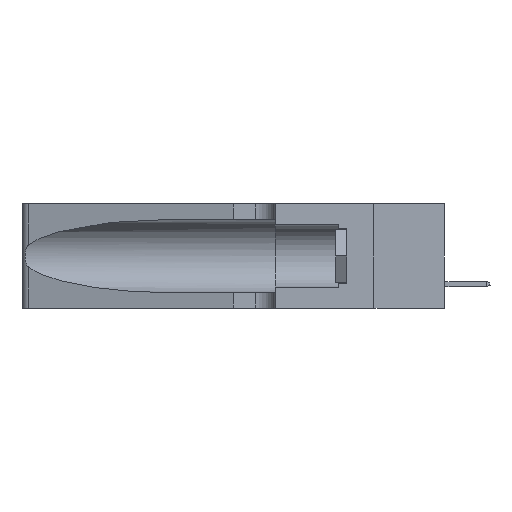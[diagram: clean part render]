
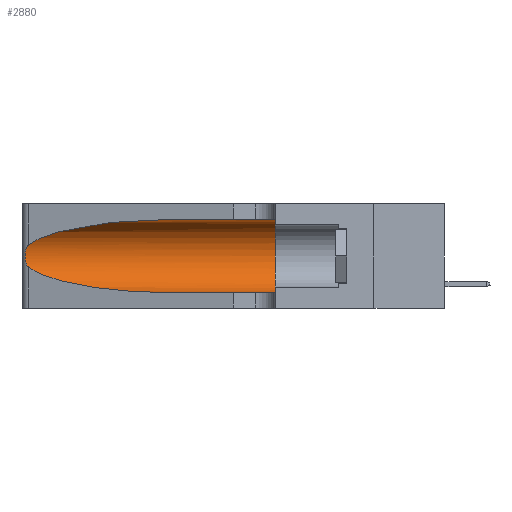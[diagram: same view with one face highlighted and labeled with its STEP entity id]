
A CAD part, left-side view. The second image highlights one B-rep face of the part: STEP entity #2880.
In plain terms, the highlighted cylindrical face has radius 3.308 mm (diameter 6.617 mm), a partial arc.
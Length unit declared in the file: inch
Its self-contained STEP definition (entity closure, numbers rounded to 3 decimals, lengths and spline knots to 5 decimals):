
#235 = VERTEX_POINT ( 'NONE', #2110 ) ;
#559 = AXIS2_PLACEMENT_3D ( 'NONE', #9183, #1266, #7398 ) ;
#758 = CYLINDRICAL_SURFACE ( 'NONE', #1508, 0.13025 ) ;
#857 = DIRECTION ( 'NONE',  ( 0., -1., 0. ) ) ;
#1266 = DIRECTION ( 'NONE',  ( 0., 1., 0. ) ) ;
#1335 = CARTESIAN_POINT ( 'NONE',  ( 0.25639, 1.23184, 0.21858 ) ) ;
#1478 = CARTESIAN_POINT ( 'NONE',  ( 0.25555, 1.22993, 0.14849 ) ) ;
#1508 = AXIS2_PLACEMENT_3D ( 'NONE', #3165, #857, #3499 ) ;
#1538 = CARTESIAN_POINT ( 'NONE',  ( 0.25789, 1.23486, 0.15765 ) ) ;
#2110 = CARTESIAN_POINT ( 'NONE',  ( 0.1305, 0.35, 0.31525 ) ) ;
#2185 = EDGE_CURVE ( 'NONE', #15186, #6779, #9332, .T. ) ;
#2348 = EDGE_CURVE ( 'NONE', #6779, #11691, #12921, .T. ) ;
#2880 = ADVANCED_FACE ( 'NONE', ( #10245 ), #758, .F. ) ;
#2991 = CARTESIAN_POINT ( 'NONE',  ( 0.18966, 0.96281, 0.05475 ) ) ;
#3050 = CARTESIAN_POINT ( 'NONE',  ( 0.26018, 1.23835, 0.19895 ) ) ;
#3165 = CARTESIAN_POINT ( 'NONE',  ( 0.1305, 1.61858, 0.185 ) ) ;
#3432 = CARTESIAN_POINT ( 'NONE',  ( 0.1305, 0.72297, 0.31525 ) ) ;
#3499 = DIRECTION ( 'NONE',  ( 0., 0., -1. ) ) ;
#3726 = DIRECTION ( 'NONE',  ( 0., -1., 0. ) ) ;
#3959 = VERTEX_POINT ( 'NONE', #10431 ) ;
#4378 = LINE ( 'NONE', #13970, #11991 ) ;
#4396 = CARTESIAN_POINT ( 'NONE',  ( 0.25487, 1.22718, 0.22369 ) ) ;
#4470 = CARTESIAN_POINT ( 'NONE',  ( 0.25787, 1.23484, 0.2124 ) ) ;
#4613 = CARTESIAN_POINT ( 'NONE',  ( 0.25555, 1.22994, 0.2215 ) ) ;
#5449 = EDGE_CURVE ( 'NONE', #3959, #15186, #15423, .T. ) ;
#5542 = VECTOR ( 'NONE', #3726, 39.37008 ) ;
#5647 = ORIENTED_EDGE ( 'NONE', *, *, #2348, .T. ) ;
#5651 = EDGE_CURVE ( 'NONE', #9881, #3959, #17953, .T. ) ;
#6020 = CARTESIAN_POINT ( 'NONE',  ( 0.25487, 1.22718, 0.14631 ) ) ;
#6779 = VERTEX_POINT ( 'NONE', #10723 ) ;
#7398 = DIRECTION ( 'NONE',  ( 0., 0., 1. ) ) ;
#7447 = ORIENTED_EDGE ( 'NONE', *, *, #5651, .T. ) ;
#7848 = ORIENTED_EDGE ( 'NONE', *, *, #2185, .T. ) ;
#8142 = CARTESIAN_POINT ( 'NONE',  ( 0.1305, 0.35, 0.05475 ) ) ;
#8392 = CARTESIAN_POINT ( 'NONE',  ( 0.1305, 1.61858, 0.05475 ) ) ;
#9046 = CARTESIAN_POINT ( 'NONE',  ( 0.25639, 1.23186, 0.15144 ) ) ;
#9183 = CARTESIAN_POINT ( 'NONE',  ( 0.1305, 0.35, 0.185 ) ) ;
#9185 = CARTESIAN_POINT ( 'NONE',  ( 0.25487, 1.22718, 0.14631 ) ) ;
#9332 =( BOUNDED_CURVE ( )  B_SPLINE_CURVE ( 3, ( #9185, #18489, #2991, #13646 ),
 .UNSPECIFIED., .F., .F. ) 
 B_SPLINE_CURVE_WITH_KNOTS ( ( 4, 4 ),
 ( 3.44316, 4.71239 ),
 .UNSPECIFIED. ) 
 CURVE ( )  GEOMETRIC_REPRESENTATION_ITEM ( )  RATIONAL_B_SPLINE_CURVE ( ( 1., 0.87, 0.87, 1. ) ) 
 REPRESENTATION_ITEM ( '' )  );
#9881 = VERTEX_POINT ( 'NONE', #3432 ) ;
#10245 = FACE_OUTER_BOUND ( 'NONE', #19316, .T. ) ;
#10431 = CARTESIAN_POINT ( 'NONE',  ( 0.25487, 1.22718, 0.22369 ) ) ;
#10522 = CARTESIAN_POINT ( 'NONE',  ( 0.2373, 1.15595, 0.28018 ) ) ;
#10607 = ORIENTED_EDGE ( 'NONE', *, *, #14119, .F. ) ;
#10641 = CARTESIAN_POINT ( 'NONE',  ( 0.25856, 1.23593, 0.16098 ) ) ;
#10723 = CARTESIAN_POINT ( 'NONE',  ( 0.1305, 0.72297, 0.05475 ) ) ;
#11691 = VERTEX_POINT ( 'NONE', #8142 ) ;
#11904 = CARTESIAN_POINT ( 'NONE',  ( 0.25854, 1.2359, 0.20912 ) ) ;
#11991 = VECTOR ( 'NONE', #12511, 39.37008 ) ;
#12511 = DIRECTION ( 'NONE',  ( 0., -1., 0. ) ) ;
#12921 = LINE ( 'NONE', #8392, #5542 ) ;
#13646 = CARTESIAN_POINT ( 'NONE',  ( 0.1305, 0.72297, 0.05475 ) ) ;
#13712 = CARTESIAN_POINT ( 'NONE',  ( 0.26075, 1.23896, 0.19203 ) ) ;
#13912 = CIRCLE ( 'NONE', #559, 0.13025 ) ;
#13970 = CARTESIAN_POINT ( 'NONE',  ( 0.1305, 1.61858, 0.31525 ) ) ;
#14119 = EDGE_CURVE ( 'NONE', #235, #11691, #13912, .T. ) ;
#14230 = CARTESIAN_POINT ( 'NONE',  ( 0.1305, 0.72297, 0.31525 ) ) ;
#14554 = EDGE_CURVE ( 'NONE', #9881, #235, #4378, .T. ) ;
#14984 = CARTESIAN_POINT ( 'NONE',  ( 0.25487, 1.22718, 0.22369 ) ) ;
#15093 = CARTESIAN_POINT ( 'NONE',  ( 0.26017, 1.23833, 0.17102 ) ) ;
#15186 = VERTEX_POINT ( 'NONE', #16816 ) ;
#15223 = CARTESIAN_POINT ( 'NONE',  ( 0.26075, 1.23896, 0.178 ) ) ;
#15423 = B_SPLINE_CURVE_WITH_KNOTS ( 'NONE', 3,
 ( #4396, #4613, #1335, #4470, #11904, #3050, #13712, #15223, #15093, #10641, #1538, #9046, #1478, #6020 ),
 .UNSPECIFIED., .F., .F.,
 ( 4, 2, 2, 2, 2, 2, 4 ),
 ( 0., 0.00027, 0.00053, 0.00107, 0.0016, 0.00187, 0.00214 ),
 .UNSPECIFIED. ) ;
#15775 = ORIENTED_EDGE ( 'NONE', *, *, #5449, .T. ) ;
#16816 = CARTESIAN_POINT ( 'NONE',  ( 0.25487, 1.22718, 0.14631 ) ) ;
#17316 = ORIENTED_EDGE ( 'NONE', *, *, #14554, .F. ) ;
#17953 =( BOUNDED_CURVE ( )  B_SPLINE_CURVE ( 3, ( #14230, #18822, #10522, #14984 ),
 .UNSPECIFIED., .F., .T. ) 
 B_SPLINE_CURVE_WITH_KNOTS ( ( 4, 4 ),
 ( 1.5708, 2.84003 ),
 .UNSPECIFIED. ) 
 CURVE ( )  GEOMETRIC_REPRESENTATION_ITEM ( )  RATIONAL_B_SPLINE_CURVE ( ( 1., 0.87, 0.87, 1. ) ) 
 REPRESENTATION_ITEM ( '' )  );
#18489 = CARTESIAN_POINT ( 'NONE',  ( 0.2373, 1.15595, 0.08982 ) ) ;
#18822 = CARTESIAN_POINT ( 'NONE',  ( 0.18966, 0.96281, 0.31525 ) ) ;
#19316 = EDGE_LOOP ( 'NONE', ( #7447, #15775, #7848, #5647, #10607, #17316 ) ) ;
